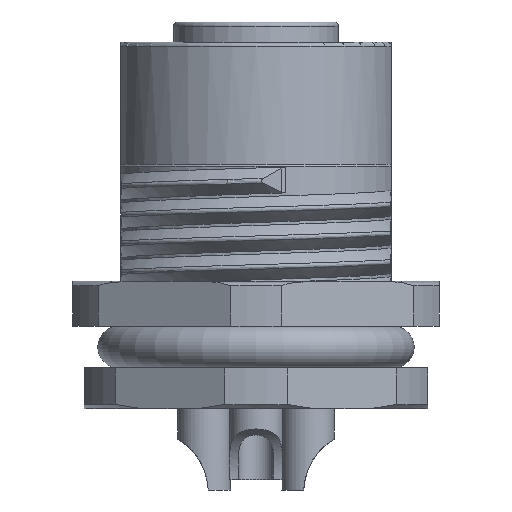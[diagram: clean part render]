
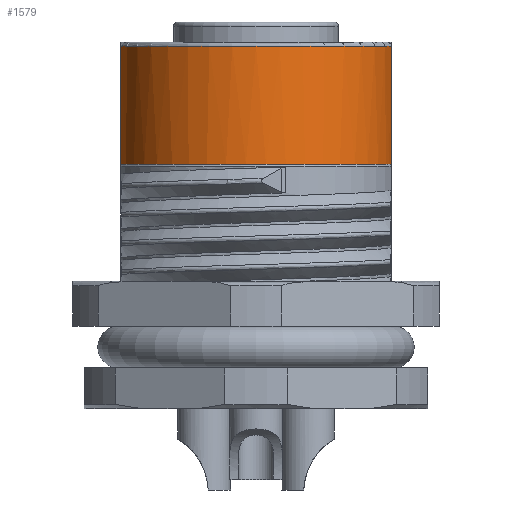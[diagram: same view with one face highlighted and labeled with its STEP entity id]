
A CAD part, front view. The second image highlights one B-rep face of the part: STEP entity #1579.
In plain terms, the highlighted cylindrical face has radius 6.75 mm (diameter 13.5 mm), a partial arc.
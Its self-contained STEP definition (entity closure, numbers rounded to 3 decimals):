
#286=FACE_OUTER_BOUND('',#2188,.T.);
#606=B_SPLINE_CURVE_WITH_KNOTS('',3,(#12400,#12401,#12402,#12403,#12404,
#12405,#12406,#12407,#12408,#12409),.UNSPECIFIED.,.F.,.F.,(4,2,2,2,4),(0.,
0.25,0.5,0.75,1.),.UNSPECIFIED.);
#609=B_SPLINE_CURVE_WITH_KNOTS('',3,(#12427,#12428,#12429,#12430),
 .UNSPECIFIED.,.F.,.F.,(4,4),(0.,1.),.UNSPECIFIED.);
#888=LINE('',#12432,#1159);
#1159=VECTOR('',#6604,1.);
#1316=CYLINDRICAL_SURFACE('',#5616,6.75);
#1579=ADVANCED_FACE('',(#286),#1316,.T.);
#2188=EDGE_LOOP('',(#3324,#3325,#3326,#3327));
#3324=ORIENTED_EDGE('',*,*,#4927,.F.);
#3325=ORIENTED_EDGE('',*,*,#4924,.T.);
#3326=ORIENTED_EDGE('',*,*,#4928,.T.);
#3327=ORIENTED_EDGE('',*,*,#4929,.F.);
#4245=VERTEX_POINT('',#12398);
#4247=VERTEX_POINT('',#12410);
#4249=VERTEX_POINT('',#12431);
#4250=VERTEX_POINT('',#12433);
#4924=EDGE_CURVE('',#4247,#4245,#606,.T.);
#4927=EDGE_CURVE('',#4247,#4249,#609,.T.);
#4928=EDGE_CURVE('',#4245,#4250,#888,.T.);
#4929=EDGE_CURVE('',#4249,#4250,#5243,.T.);
#5243=CIRCLE('',#5615,6.75);
#5615=AXIS2_PLACEMENT_3D('',#12434,#6605,#6606);
#5616=AXIS2_PLACEMENT_3D('',#12435,#6607,#6608);
#6604=DIRECTION('',(0.,0.,1.));
#6605=DIRECTION('',(0.,0.,1.));
#6606=DIRECTION('',(-0.984,-0.18,0.));
#6607=DIRECTION('',(0.,0.,1.));
#6608=DIRECTION('',(-0.866,-0.5,0.));
#12398=CARTESIAN_POINT('',(6.639,-1.217,3.));
#12400=CARTESIAN_POINT('',(-6.639,-1.217,3.));
#12401=CARTESIAN_POINT('',(-6.358,-2.755,3.));
#12402=CARTESIAN_POINT('',(-5.522,-4.185,3.));
#12403=CARTESIAN_POINT('',(-3.12,-6.186,3.));
#12404=CARTESIAN_POINT('',(-1.563,-6.75,3.));
#12405=CARTESIAN_POINT('',(1.563,-6.75,3.));
#12406=CARTESIAN_POINT('',(3.12,-6.186,3.));
#12407=CARTESIAN_POINT('',(5.522,-4.185,3.));
#12408=CARTESIAN_POINT('',(6.358,-2.755,3.));
#12409=CARTESIAN_POINT('',(6.639,-1.217,3.));
#12410=CARTESIAN_POINT('',(-6.639,-1.217,3.));
#12427=CARTESIAN_POINT('',(-6.639,-1.217,3.));
#12428=CARTESIAN_POINT('',(-6.639,-1.217,4.933));
#12429=CARTESIAN_POINT('',(-6.639,-1.217,6.866));
#12430=CARTESIAN_POINT('',(-6.639,-1.217,8.8));
#12431=CARTESIAN_POINT('',(-6.639,-1.217,8.8));
#12432=CARTESIAN_POINT('',(6.639,-1.217,3.));
#12433=CARTESIAN_POINT('',(6.639,-1.217,8.8));
#12434=CARTESIAN_POINT('',(0.,0.,8.8));
#12435=CARTESIAN_POINT('',(0.,0.,3.));
